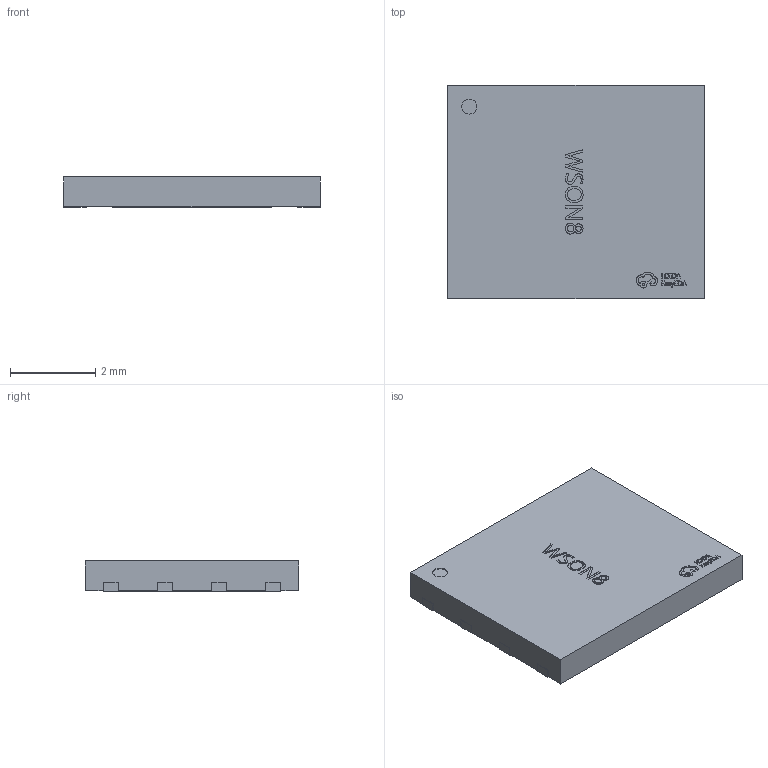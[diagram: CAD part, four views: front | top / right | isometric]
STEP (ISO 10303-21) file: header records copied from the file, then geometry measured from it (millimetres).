
FILE_DESCRIPTION (( 'STEP AP214' ), '1' );
FILE_NAME ('WSON-8_L6.0-W5.0-H0.7-P1.27.step', '2022-07-26T09:38:37', ( '' ), ( '' ), 'SwSTEP 2.0', 'SolidWorks 2020', '' );
FILE_SCHEMA (( 'AUTOMOTIVE_DESIGN' ));
Length unit declared in the file: millimetre
Products named in the file (1): WSON-8_L6.0-W5.0-H0.7-P1.27
Bounding box: 6.02 x 5 x 0.71 mm (x, y, z)
Volume: 21.2 mm3; surface area: 76.2 mm2
Topology: 14 solids, 14 shells, 439 faces, 1182 edges, 788 vertices
Faces by surface type: plane 267, bspline 158, cylinder 14
Entity records: 21504 total; most frequent: CARTESIAN_POINT 7200, ORIENTED_EDGE 2364, DIRECTION 1454, EDGE_CURVE 1182, VECTOR 834, LINE 834, VERTEX_POINT 788, EDGE_LOOP 468
